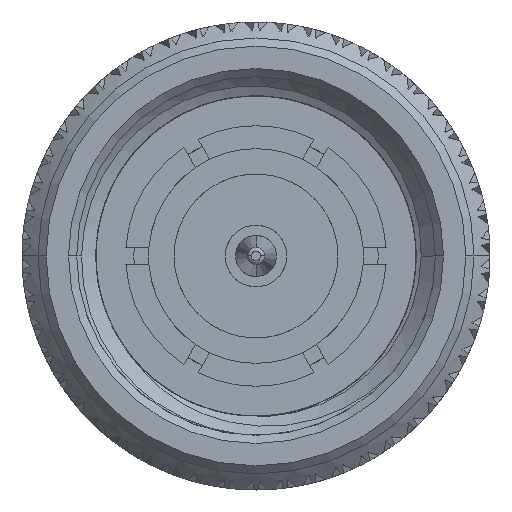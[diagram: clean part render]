
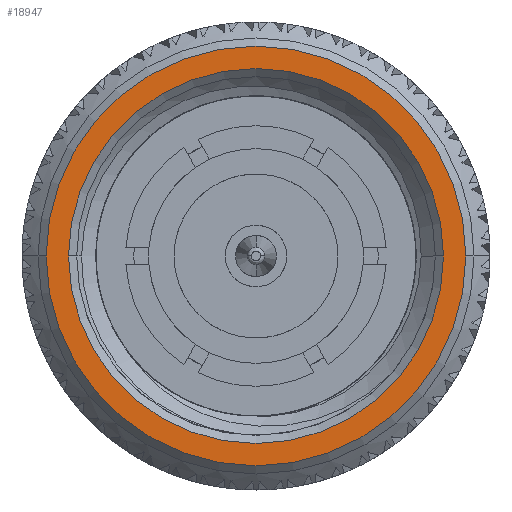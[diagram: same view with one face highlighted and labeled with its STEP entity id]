
A CAD part, left-side view. The second image highlights one B-rep face of the part: STEP entity #18947.
In plain terms, the highlighted planar face has unit normal (-1, 0, 0).
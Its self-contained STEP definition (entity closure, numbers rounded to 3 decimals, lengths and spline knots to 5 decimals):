
#378 = DIRECTION ( 'NONE',  ( 1., 0., 0. ) ) ;
#1699 = AXIS2_PLACEMENT_3D ( 'NONE', #98039, #27410, #19242 ) ;
#6901 = EDGE_CURVE ( 'NONE', #28096, #107870, #39119, .T. ) ;
#9299 = EDGE_LOOP ( 'NONE', ( #66526, #107537 ) ) ;
#12756 = FACE_BOUND ( 'NONE', #9299, .T. ) ;
#14244 = DIRECTION ( 'NONE',  ( 1., 0., 0. ) ) ;
#16641 = AXIS2_PLACEMENT_3D ( 'NONE', #40822, #50093, #24483 ) ;
#18947 = ADVANCED_FACE ( 'NONE', ( #12756, #33637 ), #75255, .F. ) ;
#19242 = DIRECTION ( 'NONE',  ( 0., 1., 0. ) ) ;
#21313 = DIRECTION ( 'NONE',  ( -1., 0., 0. ) ) ;
#21759 = EDGE_CURVE ( 'NONE', #95075, #101891, #48688, .T. ) ;
#23020 = EDGE_LOOP ( 'NONE', ( #109518, #86871 ) ) ;
#24483 = DIRECTION ( 'NONE',  ( 0., 1., 0. ) ) ;
#27410 = DIRECTION ( 'NONE',  ( 1., 0., 0. ) ) ;
#28096 = VERTEX_POINT ( 'NONE', #109525 ) ;
#33637 = FACE_OUTER_BOUND ( 'NONE', #23020, .T. ) ;
#36839 = DIRECTION ( 'NONE',  ( 0., 1., 0. ) ) ;
#39119 = CIRCLE ( 'NONE', #1699, 0.22875 ) ;
#40822 = CARTESIAN_POINT ( 'NONE',  ( 0., 0., 0. ) ) ;
#44152 = EDGE_CURVE ( 'NONE', #101891, #95075, #78064, .T. ) ;
#47274 = CARTESIAN_POINT ( 'NONE',  ( 0., -0.22875, 0. ) ) ;
#48688 = CIRCLE ( 'NONE', #80252, 0.256 ) ;
#50093 = DIRECTION ( 'NONE',  ( -1., 0., 0. ) ) ;
#52023 = CARTESIAN_POINT ( 'NONE',  ( 0., 0.256, 0. ) ) ;
#53534 = CARTESIAN_POINT ( 'NONE',  ( 0., 0., 0. ) ) ;
#56078 = AXIS2_PLACEMENT_3D ( 'NONE', #75623, #14244, #93486 ) ;
#66526 = ORIENTED_EDGE ( 'NONE', *, *, #74082, .T. ) ;
#68784 = AXIS2_PLACEMENT_3D ( 'NONE', #53534, #378, #36839 ) ;
#69948 = CIRCLE ( 'NONE', #68784, 0.22875 ) ;
#74082 = EDGE_CURVE ( 'NONE', #107870, #28096, #69948, .T. ) ;
#75255 = PLANE ( 'NONE',  #56078 ) ;
#75623 = CARTESIAN_POINT ( 'NONE',  ( 0., 0.27, 0. ) ) ;
#78064 = CIRCLE ( 'NONE', #16641, 0.256 ) ;
#80252 = AXIS2_PLACEMENT_3D ( 'NONE', #101584, #21313, #92340 ) ;
#86871 = ORIENTED_EDGE ( 'NONE', *, *, #21759, .T. ) ;
#92340 = DIRECTION ( 'NONE',  ( 0., 1., 0. ) ) ;
#93486 = DIRECTION ( 'NONE',  ( 0., 1., 0. ) ) ;
#93705 = CARTESIAN_POINT ( 'NONE',  ( 0., -0.256, 0. ) ) ;
#95075 = VERTEX_POINT ( 'NONE', #93705 ) ;
#98039 = CARTESIAN_POINT ( 'NONE',  ( 0., 0., 0. ) ) ;
#101584 = CARTESIAN_POINT ( 'NONE',  ( 0., 0., 0. ) ) ;
#101891 = VERTEX_POINT ( 'NONE', #52023 ) ;
#107537 = ORIENTED_EDGE ( 'NONE', *, *, #6901, .T. ) ;
#107870 = VERTEX_POINT ( 'NONE', #47274 ) ;
#109518 = ORIENTED_EDGE ( 'NONE', *, *, #44152, .T. ) ;
#109525 = CARTESIAN_POINT ( 'NONE',  ( 0., 0.22875, 0. ) ) ;
